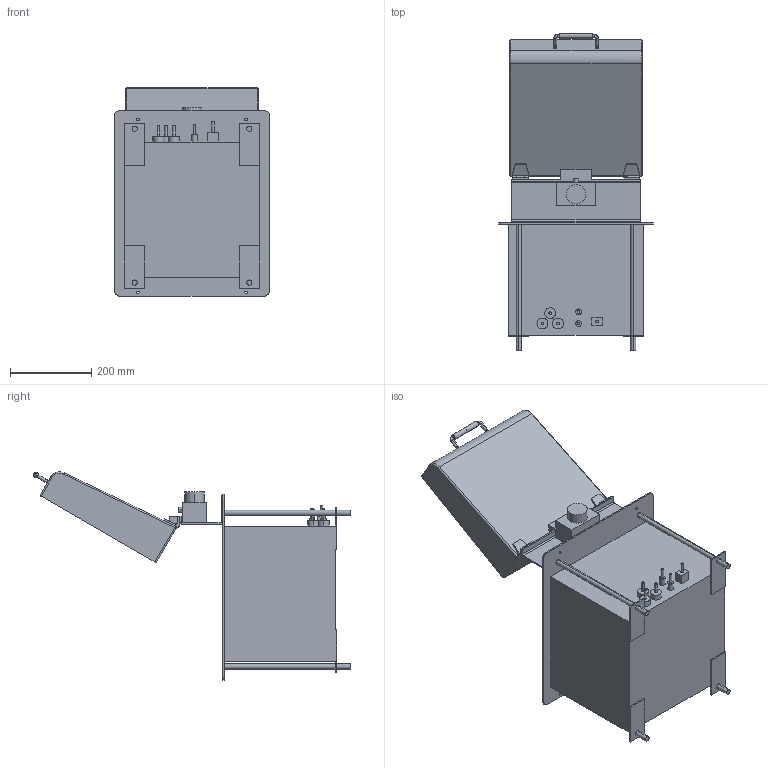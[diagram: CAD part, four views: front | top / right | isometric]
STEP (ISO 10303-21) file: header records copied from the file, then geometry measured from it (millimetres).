
FILE_DESCRIPTION((''),'2;1');
FILE_NAME('A-F-B2_ENVELOPE_ASM','2025-05-06T15:08:51',('bwaterworth'),(''),'CREO PARAMETRIC BY PTC INC, 2020354','CREO PARAMETRIC BY PTC INC, 2020354','');
FILE_SCHEMA(('CONFIG_CONTROL_DESIGN'));
Length unit declared in the file: inch
Products named in the file (6): A-F-B2_ENVELOPE; A-B-B2LID_ENVELOPE; 611534-1; 611534-2; 611534_ASM; A-F-B2_ENVELOPE_ASM
Assembly tree (5 placements, depth 3):
  A-F-B2_ENVELOPE_ASM
    A-F-B2_ENVELOPE
    A-B-B2LID_ENVELOPE
    611534_ASM
      611534-1
      611534-2
Bounding box: 381 x 781.42 x 512.6 mm (x, y, z)
Volume: 41131409.3 mm3; surface area: 1252767.6 mm2
Topology: 5 solids, 5 shells, 308 faces, 788 edges, 511 vertices
Faces by surface type: plane 152, cylinder 134, bspline 9, torus 6, cone 6, sphere 1
Entity records: 16171 total; most frequent: CARTESIAN_POINT 8528, ORIENTED_EDGE 1574, DIRECTION 1525, EDGE_CURVE 787, AXIS2_PLACEMENT_3D 532, VERTEX_POINT 511, VECTOR 461, LINE 461
